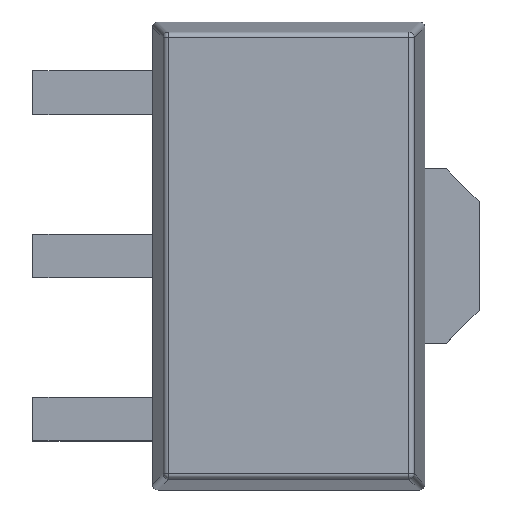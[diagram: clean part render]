
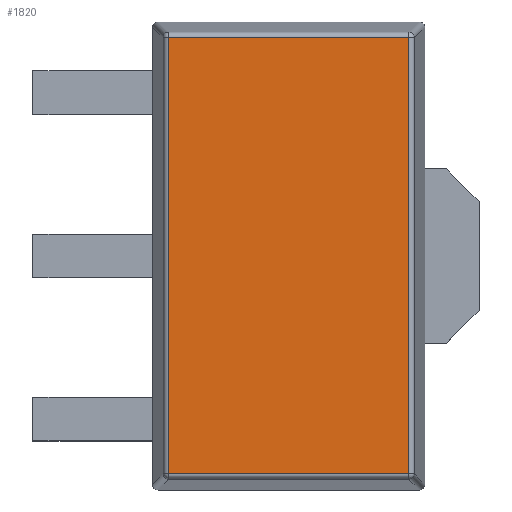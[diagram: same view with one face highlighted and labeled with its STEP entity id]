
A CAD part, top view. The second image highlights one B-rep face of the part: STEP entity #1820.
In plain terms, the highlighted planar face has unit normal (0, 0, 1).
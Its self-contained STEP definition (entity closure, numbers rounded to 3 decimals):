
#142 = DIRECTION ( 'NONE',  ( 0., -1., 0. ) ) ;
#183 = CARTESIAN_POINT ( 'NONE',  ( 0., 0., 1.61 ) ) ;
#234 = LINE ( 'NONE', #1121, #3374 ) ;
#366 = CARTESIAN_POINT ( 'NONE',  ( 0., -2.004, 1.61 ) ) ;
#495 = ORIENTED_EDGE ( 'NONE', *, *, #2672, .T. ) ;
#522 = FACE_OUTER_BOUND ( 'NONE', #3811, .T. ) ;
#600 = ORIENTED_EDGE ( 'NONE', *, *, #1379, .T. ) ;
#613 = CARTESIAN_POINT ( 'NONE',  ( 1.104, 2.004, 1.61 ) ) ;
#844 = VERTEX_POINT ( 'NONE', #2739 ) ;
#965 = LINE ( 'NONE', #366, #3369 ) ;
#1060 = AXIS2_PLACEMENT_3D ( 'NONE', #183, #2136, #3397 ) ;
#1121 = CARTESIAN_POINT ( 'NONE',  ( 1.104, 0., 1.61 ) ) ;
#1139 = LINE ( 'NONE', #3418, #2765 ) ;
#1292 = LINE ( 'NONE', #2540, #1475 ) ;
#1379 = EDGE_CURVE ( 'NONE', #3455, #2247, #965, .T. ) ;
#1475 = VECTOR ( 'NONE', #3895, 1000. ) ;
#1820 = ADVANCED_FACE ( 'NONE', ( #522 ), #4100, .T. ) ;
#2036 = ORIENTED_EDGE ( 'NONE', *, *, #2265, .T. ) ;
#2136 = DIRECTION ( 'NONE',  ( 0., 0., 1. ) ) ;
#2205 = CARTESIAN_POINT ( 'NONE',  ( -1.104, -2.004, 1.61 ) ) ;
#2247 = VERTEX_POINT ( 'NONE', #3475 ) ;
#2265 = EDGE_CURVE ( 'NONE', #2247, #2827, #234, .T. ) ;
#2471 = EDGE_CURVE ( 'NONE', #2827, #844, #1292, .T. ) ;
#2540 = CARTESIAN_POINT ( 'NONE',  ( 0., 2.004, 1.61 ) ) ;
#2672 = EDGE_CURVE ( 'NONE', #844, #3455, #1139, .T. ) ;
#2739 = CARTESIAN_POINT ( 'NONE',  ( -1.104, 2.004, 1.61 ) ) ;
#2765 = VECTOR ( 'NONE', #142, 1000. ) ;
#2827 = VERTEX_POINT ( 'NONE', #613 ) ;
#3369 = VECTOR ( 'NONE', #3943, 1000. ) ;
#3374 = VECTOR ( 'NONE', #3381, 1000. ) ;
#3381 = DIRECTION ( 'NONE',  ( 0., 1., 0. ) ) ;
#3397 = DIRECTION ( 'NONE',  ( 1., 0., 0. ) ) ;
#3418 = CARTESIAN_POINT ( 'NONE',  ( -1.104, 0., 1.61 ) ) ;
#3455 = VERTEX_POINT ( 'NONE', #2205 ) ;
#3475 = CARTESIAN_POINT ( 'NONE',  ( 1.104, -2.004, 1.61 ) ) ;
#3811 = EDGE_LOOP ( 'NONE', ( #2036, #4141, #495, #600 ) ) ;
#3895 = DIRECTION ( 'NONE',  ( -1., 0., 0. ) ) ;
#3943 = DIRECTION ( 'NONE',  ( 1., 0., 0. ) ) ;
#4100 = PLANE ( 'NONE',  #1060 ) ;
#4141 = ORIENTED_EDGE ( 'NONE', *, *, #2471, .T. ) ;
